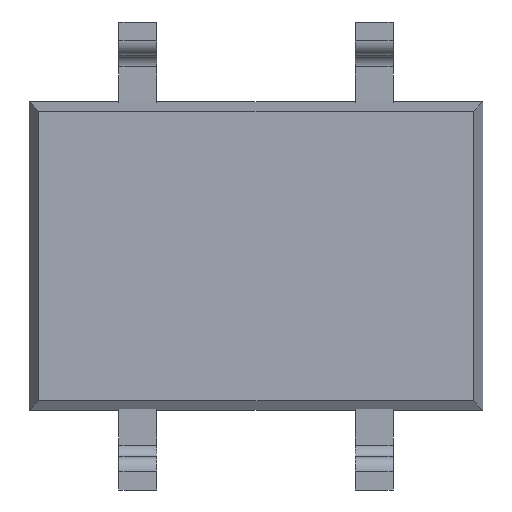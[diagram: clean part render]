
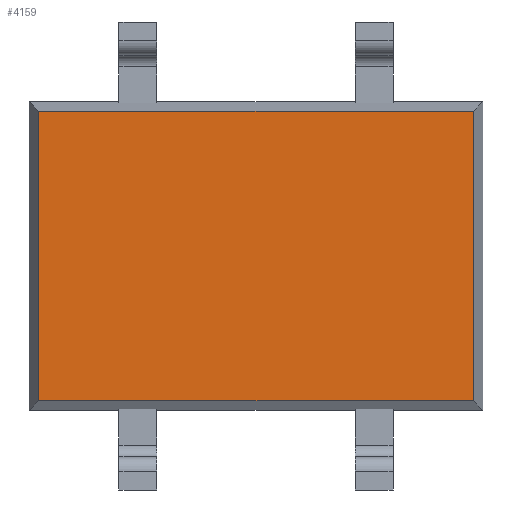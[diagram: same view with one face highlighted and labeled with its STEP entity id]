
A CAD part, front view. The second image highlights one B-rep face of the part: STEP entity #4159.
In plain terms, the highlighted planar face has unit normal (0, -1, 0).
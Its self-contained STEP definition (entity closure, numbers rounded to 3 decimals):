
#10 = ORIENTED_EDGE ( 'NONE', *, *, #7878, .F. ) ;
#484 = DIRECTION ( 'NONE',  ( 1., 0., 0. ) ) ;
#710 = EDGE_CURVE ( 'NONE', #7431, #5975, #808, .T. ) ;
#808 = LINE ( 'NONE', #1539, #2023 ) ;
#1364 = LINE ( 'NONE', #1413, #2229 ) ;
#1413 = CARTESIAN_POINT ( 'NONE',  ( 0., -0.75, -3.062 ) ) ;
#1539 = CARTESIAN_POINT ( 'NONE',  ( 4.599, -0.75, 0. ) ) ;
#1651 = DIRECTION ( 'NONE',  ( 0., 0., 1. ) ) ;
#1878 = ORIENTED_EDGE ( 'NONE', *, *, #3986, .F. ) ;
#2023 = VECTOR ( 'NONE', #3477, 1000. ) ;
#2229 = VECTOR ( 'NONE', #8585, 1000. ) ;
#2546 = CARTESIAN_POINT ( 'NONE',  ( -4.599, -0.75, 3.062 ) ) ;
#2696 = CARTESIAN_POINT ( 'NONE',  ( 4.599, -0.75, 3.062 ) ) ;
#2730 = EDGE_LOOP ( 'NONE', ( #2928, #1878, #10, #8219 ) ) ;
#2757 = CARTESIAN_POINT ( 'NONE',  ( -4.599, -0.75, 0. ) ) ;
#2928 = ORIENTED_EDGE ( 'NONE', *, *, #5242, .F. ) ;
#3477 = DIRECTION ( 'NONE',  ( 0., 0., -1. ) ) ;
#3516 = VERTEX_POINT ( 'NONE', #2546 ) ;
#3803 = VECTOR ( 'NONE', #8214, 1000. ) ;
#3986 = EDGE_CURVE ( 'NONE', #6054, #3516, #4896, .T. ) ;
#4159 = ADVANCED_FACE ( 'NONE', ( #5069 ), #5016, .F. ) ;
#4245 = CARTESIAN_POINT ( 'NONE',  ( 0., -0.75, 0. ) ) ;
#4280 = CARTESIAN_POINT ( 'NONE',  ( -4.599, -0.75, -3.062 ) ) ;
#4896 = LINE ( 'NONE', #2757, #3803 ) ;
#4941 = LINE ( 'NONE', #5017, #5972 ) ;
#5016 = PLANE ( 'NONE',  #7310 ) ;
#5017 = CARTESIAN_POINT ( 'NONE',  ( 0., -0.75, 3.062 ) ) ;
#5069 = FACE_OUTER_BOUND ( 'NONE', #2730, .T. ) ;
#5242 = EDGE_CURVE ( 'NONE', #3516, #7431, #4941, .T. ) ;
#5972 = VECTOR ( 'NONE', #484, 1000. ) ;
#5975 = VERTEX_POINT ( 'NONE', #7034 ) ;
#6054 = VERTEX_POINT ( 'NONE', #4280 ) ;
#7034 = CARTESIAN_POINT ( 'NONE',  ( 4.599, -0.75, -3.062 ) ) ;
#7310 = AXIS2_PLACEMENT_3D ( 'NONE', #4245, #7642, #1651 ) ;
#7431 = VERTEX_POINT ( 'NONE', #2696 ) ;
#7642 = DIRECTION ( 'NONE',  ( 0., 1., 0. ) ) ;
#7878 = EDGE_CURVE ( 'NONE', #5975, #6054, #1364, .T. ) ;
#8214 = DIRECTION ( 'NONE',  ( 0., 0., 1. ) ) ;
#8219 = ORIENTED_EDGE ( 'NONE', *, *, #710, .F. ) ;
#8585 = DIRECTION ( 'NONE',  ( -1., 0., 0. ) ) ;
